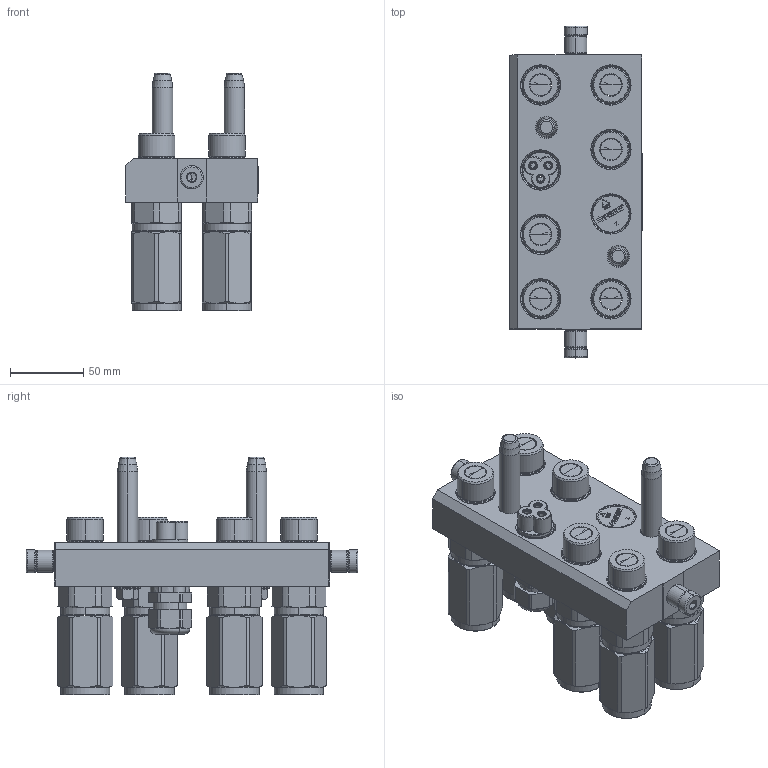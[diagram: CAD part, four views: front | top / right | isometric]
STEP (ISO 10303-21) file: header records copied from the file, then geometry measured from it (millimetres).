
FILE_DESCRIPTION (( 'STEP AP214' ), '1' );
FILE_NAME ('FASTER.step', '2021-08-10T08:00:10', ( '' ), ( '' ), 'SwSTEP 2.0', 'SolidWorks 2017', '' );
FILE_SCHEMA (( 'AUTOMOTIVE_DESIGN' ));
Length unit declared in the file: millimetre
Products named in the file (14): conn_3p_m; 3ffnp12_gas_m; P808_M_BASE; corpospel08-3m; 1540_080_0008_000; et002; 4830_021_1000_000; FASTER; 4830_044_0000_000; TAPPO_12; 4830_013_3000_030; 4850_010_0000_020; 4830_028_1000_011
Assembly tree (24 placements, depth 3):
  FASTER
    P808_M_BASE
      4850_010_0000_020
      4830_021_1000_000  x2
      1540_080_0008_000  x2
      4830_013_3000_030  x2
      4830_028_1000_011  x2
    3ffnp12_gas_m  x6
      3ffnp12_gas_m
    conn_3p_m
      4830_044_0000_000  x3
      corpospel08-3m
    TAPPO_12
    et002
Bounding box: 90.3 x 226.6 x 162.2 mm (x, y, z)
Volume: 14020.3 mm3; surface area: 211894.5 mm2
Topology: 4 solids, 80 shells, 3506 faces, 10514 edges, 6963 vertices
Faces by surface type: plane 1964, cylinder 659, cone 488, bspline 210, torus 179, sphere 6
Entity records: 81637 total; most frequent: CARTESIAN_POINT 19507, ORIENTED_EDGE 11100, DIRECTION 10435, EDGE_CURVE 5761, LINE 4079, VECTOR 4079, VERTEX_POINT 3778, AXIS2_PLACEMENT_3D 3178
